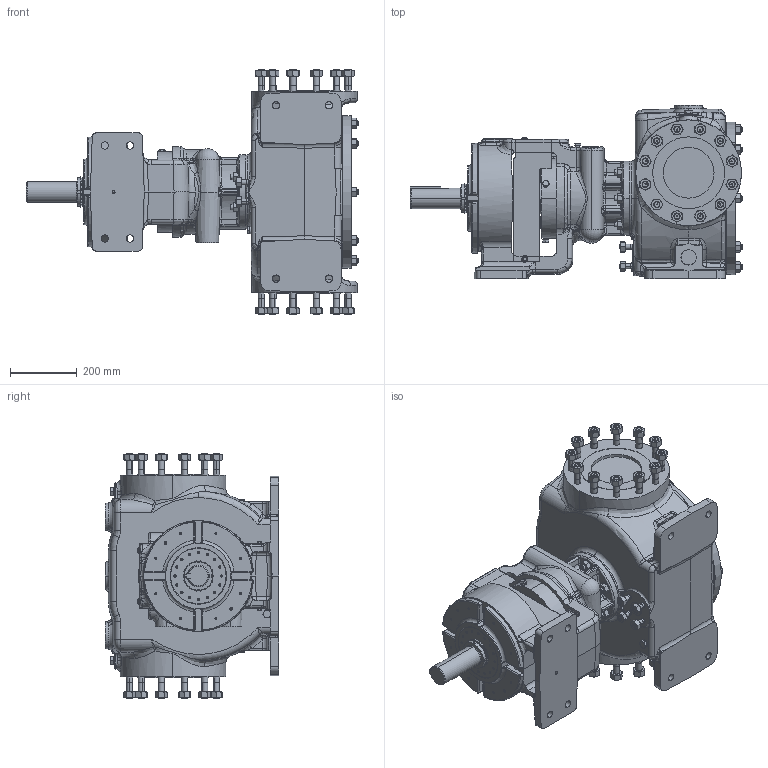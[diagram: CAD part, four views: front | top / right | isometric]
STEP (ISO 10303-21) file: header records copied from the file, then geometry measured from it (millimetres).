
FILE_DESCRIPTION (( 'STEP AP214' ), '1' );
FILE_NAME ('N4223AX.STEP', '2017-01-19T13:35:56', ( '' ), ( '' ), 'SwSTEP 2.0', 'SolidWorks 2016', '' );
FILE_SCHEMA (( 'AUTOMOTIVE_DESIGN' ));
Length unit declared in the file: inch
Products named in the file (2): N4223AX
Bounding box: 996.95 x 520.7 x 736.6 mm (x, y, z)
Volume: 106897532.7 mm3; surface area: 2785202 mm2
Topology: 1 solids, 3 shells, 4822 faces, 11746 edges, 7232 vertices
Faces by surface type: plane 2005, cone 969, bspline 904, cylinder 825, torus 93, sphere 26
Entity records: 262616 total; most frequent: CARTESIAN_POINT 96205, ORIENTED_EDGE 23262, DIRECTION 18717, EDGE_CURVE 11631, VERTEX_POINT 7232, AXIS2_PLACEMENT_3D 6801, EDGE_LOOP 5303, LINE 5115
